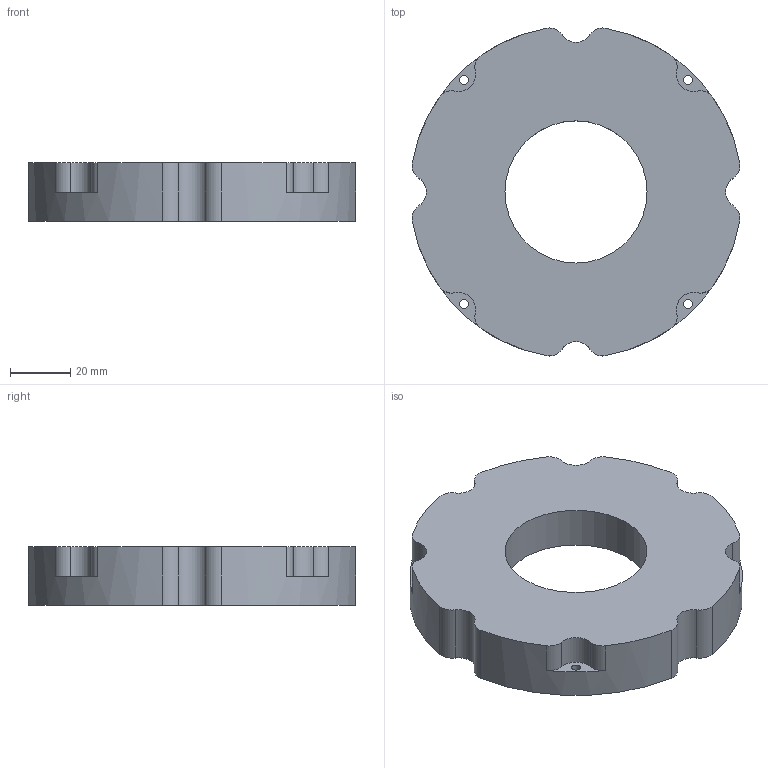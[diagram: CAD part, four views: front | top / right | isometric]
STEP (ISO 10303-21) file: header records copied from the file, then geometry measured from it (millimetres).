
FILE_DESCRIPTION(/* description */ (''),/* implementation_level */ '2;1');
FILE_NAME(/* name */ 'top_cap v1.step',/* time_stamp */ '2021-10-26T13:30:21-05:00',/* author */ (''),/* organization */ (''),/* preprocessor_version */ 'ST-DEVELOPER v18.1',/* originating_system */ 'Autodesk Translation Framework v10.10.0.1391',/* authorisation */ '');
FILE_SCHEMA (('AUTOMOTIVE_DESIGN { 1 0 10303 214 3 1 1 }'));
Length unit declared in the file: millimetre
Products named in the file (1): top_cap
Bounding box: 108.45 x 108.45 x 19.5 mm (x, y, z)
Volume: 117979.7 mm3; surface area: 26185.1 mm2
Topology: 1 solids, 1 shells, 41 faces, 114 edges, 76 vertices
Faces by surface type: cylinder 34, plane 7
Full cylindrical faces by diameter (mm): 2.9 x4, 47 x1, 92 x1
Entity records: 1417 total; most frequent: DIRECTION 274, CARTESIAN_POINT 232, ORIENTED_EDGE 228, AXIS2_PLACEMENT_3D 118, EDGE_CURVE 114, CIRCLE 76, VERTEX_POINT 76, EDGE_LOOP 52
